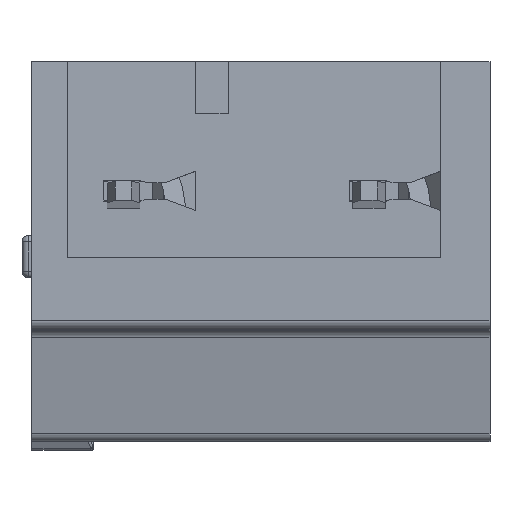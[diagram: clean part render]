
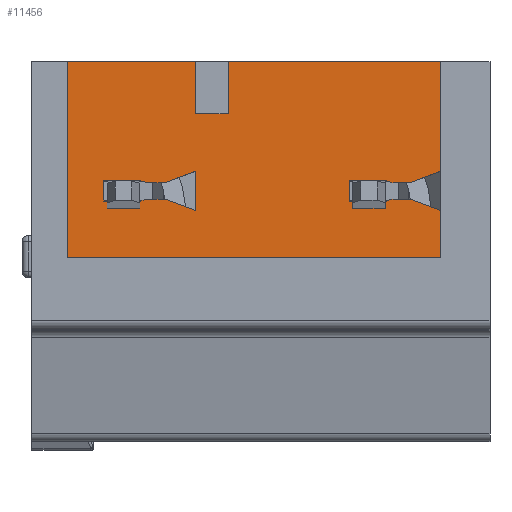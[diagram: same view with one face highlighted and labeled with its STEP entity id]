
A CAD part, top view. The second image highlights one B-rep face of the part: STEP entity #11456.
In plain terms, the highlighted planar face has unit normal (0, 0, 1).
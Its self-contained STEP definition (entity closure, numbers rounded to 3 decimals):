
#206=DIRECTION('',(0.,-1.,0.));
#207=VECTOR('',#206,1.6);
#208=CARTESIAN_POINT('',(-5.3,3.8,-0.3));
#209=LINE('',#208,#207);
#426=DIRECTION('',(0.,-1.,0.));
#427=VECTOR('',#426,1.2);
#428=CARTESIAN_POINT('',(-5.3,0.45,-0.3));
#429=LINE('',#428,#427);
#542=DIRECTION('',(1.,0.,0.));
#543=VECTOR('',#542,3.9);
#544=CARTESIAN_POINT('',(-9.2,3.8,-0.3));
#545=LINE('',#544,#543);
#546=DIRECTION('',(1.,0.,0.));
#547=VECTOR('',#546,1.);
#548=CARTESIAN_POINT('',(-5.3,2.2,-0.3));
#549=LINE('',#548,#547);
#550=DIRECTION('',(0.,1.,0.));
#551=VECTOR('',#550,1.6);
#552=CARTESIAN_POINT('',(-4.3,2.2,-0.3));
#553=LINE('',#552,#551);
#554=DIRECTION('',(1.,0.,0.));
#555=VECTOR('',#554,6.5);
#556=CARTESIAN_POINT('',(-4.3,3.8,-0.3));
#557=LINE('',#556,#555);
#558=DIRECTION('',(-0.936,-0.351,0.));
#559=VECTOR('',#558,0.983);
#560=CARTESIAN_POINT('',(2.2,0.45,-0.3));
#561=LINE('',#560,#559);
#562=DIRECTION('',(-1.,0.,0.));
#563=VECTOR('',#562,0.575);
#564=CARTESIAN_POINT('',(1.28,0.105,-0.3));
#565=LINE('',#564,#563);
#566=DIRECTION('',(-0.954,0.3,0.));
#567=VECTOR('',#566,0.183);
#568=CARTESIAN_POINT('',(0.705,0.105,-0.3));
#569=LINE('',#568,#567);
#570=DIRECTION('',(-1.,0.,0.));
#571=VECTOR('',#570,1.13);
#572=CARTESIAN_POINT('',(0.53,0.16,-0.3));
#573=LINE('',#572,#571);
#574=DIRECTION('',(0.,-1.,0.));
#575=VECTOR('',#574,0.62);
#576=CARTESIAN_POINT('',(-0.6,0.16,-0.3));
#577=LINE('',#576,#575);
#578=DIRECTION('',(1.,0.,0.));
#579=VECTOR('',#578,1.13);
#580=CARTESIAN_POINT('',(-0.6,-0.46,-0.3));
#581=LINE('',#580,#579);
#582=DIRECTION('',(0.954,0.3,0.));
#583=VECTOR('',#582,0.183);
#584=CARTESIAN_POINT('',(0.53,-0.46,-0.3));
#585=LINE('',#584,#583);
#586=DIRECTION('',(1.,0.,0.));
#587=VECTOR('',#586,0.575);
#588=CARTESIAN_POINT('',(0.705,-0.405,-0.3));
#589=LINE('',#588,#587);
#590=DIRECTION('',(0.936,-0.351,0.));
#591=VECTOR('',#590,0.983);
#592=CARTESIAN_POINT('',(1.28,-0.405,-0.3));
#593=LINE('',#592,#591);
#594=DIRECTION('',(-0.936,-0.351,0.));
#595=VECTOR('',#594,0.983);
#596=CARTESIAN_POINT('',(-5.3,0.45,-0.3));
#597=LINE('',#596,#595);
#598=DIRECTION('',(-1.,0.,0.));
#599=VECTOR('',#598,0.575);
#600=CARTESIAN_POINT('',(-6.22,0.105,-0.3));
#601=LINE('',#600,#599);
#602=DIRECTION('',(-0.954,0.3,0.));
#603=VECTOR('',#602,0.183);
#604=CARTESIAN_POINT('',(-6.795,0.105,-0.3));
#605=LINE('',#604,#603);
#606=DIRECTION('',(-1.,0.,0.));
#607=VECTOR('',#606,1.13);
#608=CARTESIAN_POINT('',(-6.97,0.16,-0.3));
#609=LINE('',#608,#607);
#610=DIRECTION('',(0.,-1.,0.));
#611=VECTOR('',#610,0.62);
#612=CARTESIAN_POINT('',(-8.1,0.16,-0.3));
#613=LINE('',#612,#611);
#614=DIRECTION('',(1.,0.,0.));
#615=VECTOR('',#614,1.13);
#616=CARTESIAN_POINT('',(-8.1,-0.46,-0.3));
#617=LINE('',#616,#615);
#618=DIRECTION('',(0.954,0.3,0.));
#619=VECTOR('',#618,0.183);
#620=CARTESIAN_POINT('',(-6.97,-0.46,-0.3));
#621=LINE('',#620,#619);
#622=DIRECTION('',(1.,0.,0.));
#623=VECTOR('',#622,0.575);
#624=CARTESIAN_POINT('',(-6.795,-0.405,-0.3));
#625=LINE('',#624,#623);
#626=DIRECTION('',(0.936,-0.351,0.));
#627=VECTOR('',#626,0.983);
#628=CARTESIAN_POINT('',(-6.22,-0.405,-0.3));
#629=LINE('',#628,#627);
#630=DIRECTION('',(1.,0.,0.));
#631=VECTOR('',#630,11.4);
#632=CARTESIAN_POINT('',(-9.2,-2.2,-0.3));
#633=LINE('',#632,#631);
#2906=DIRECTION('',(0.,1.,0.));
#2907=VECTOR('',#2906,3.35);
#2908=CARTESIAN_POINT('',(2.2,0.45,-0.3));
#2909=LINE('',#2908,#2907);
#2922=DIRECTION('',(0.,1.,0.));
#2923=VECTOR('',#2922,1.45);
#2924=CARTESIAN_POINT('',(2.2,-2.2,-0.3));
#2925=LINE('',#2924,#2923);
#8247=DIRECTION('',(0.,-1.,0.));
#8248=VECTOR('',#8247,6.);
#8249=CARTESIAN_POINT('',(-9.2,3.8,-0.3));
#8250=LINE('',#8249,#8248);
#8400=CARTESIAN_POINT('',(-4.3,2.2,-0.3));
#8401=CARTESIAN_POINT('',(-4.3,3.8,-0.3));
#8402=VERTEX_POINT('',#8400);
#8403=VERTEX_POINT('',#8401);
#8404=CARTESIAN_POINT('',(2.2,3.8,-0.3));
#8405=VERTEX_POINT('',#8404);
#8406=CARTESIAN_POINT('',(2.2,0.45,-0.3));
#8407=VERTEX_POINT('',#8406);
#8408=CARTESIAN_POINT('',(1.28,0.105,-0.3));
#8409=VERTEX_POINT('',#8408);
#8410=CARTESIAN_POINT('',(0.705,0.105,-0.3));
#8411=VERTEX_POINT('',#8410);
#8412=CARTESIAN_POINT('',(0.53,0.16,-0.3));
#8413=VERTEX_POINT('',#8412);
#8414=CARTESIAN_POINT('',(-0.6,0.16,-0.3));
#8415=VERTEX_POINT('',#8414);
#8416=CARTESIAN_POINT('',(-0.6,-0.46,-0.3));
#8417=VERTEX_POINT('',#8416);
#8418=CARTESIAN_POINT('',(0.53,-0.46,-0.3));
#8419=VERTEX_POINT('',#8418);
#8420=CARTESIAN_POINT('',(0.705,-0.405,-0.3));
#8421=VERTEX_POINT('',#8420);
#8422=CARTESIAN_POINT('',(1.28,-0.405,-0.3));
#8423=VERTEX_POINT('',#8422);
#8424=CARTESIAN_POINT('',(2.2,-0.75,-0.3));
#8425=VERTEX_POINT('',#8424);
#8426=CARTESIAN_POINT('',(2.2,-2.2,-0.3));
#8427=VERTEX_POINT('',#8426);
#9586=CARTESIAN_POINT('',(-9.2,3.8,-0.3));
#9587=CARTESIAN_POINT('',(-9.2,-2.2,-0.3));
#9588=VERTEX_POINT('',#9586);
#9589=VERTEX_POINT('',#9587);
#9590=CARTESIAN_POINT('',(-6.22,0.105,-0.3));
#9591=CARTESIAN_POINT('',(-6.795,0.105,-0.3));
#9592=VERTEX_POINT('',#9590);
#9593=VERTEX_POINT('',#9591);
#9594=CARTESIAN_POINT('',(-6.97,0.16,-0.3));
#9595=VERTEX_POINT('',#9594);
#9596=CARTESIAN_POINT('',(-8.1,0.16,-0.3));
#9597=VERTEX_POINT('',#9596);
#9598=CARTESIAN_POINT('',(-8.1,-0.46,-0.3));
#9599=VERTEX_POINT('',#9598);
#9600=CARTESIAN_POINT('',(-6.97,-0.46,-0.3));
#9601=VERTEX_POINT('',#9600);
#9602=CARTESIAN_POINT('',(-6.795,-0.405,-0.3));
#9603=VERTEX_POINT('',#9602);
#9604=CARTESIAN_POINT('',(-6.22,-0.405,-0.3));
#9605=VERTEX_POINT('',#9604);
#10610=CARTESIAN_POINT('',(-5.3,3.8,-0.3));
#10611=CARTESIAN_POINT('',(-5.3,2.2,-0.3));
#10612=VERTEX_POINT('',#10610);
#10613=VERTEX_POINT('',#10611);
#10665=CARTESIAN_POINT('',(-5.3,-0.75,-0.3));
#10667=VERTEX_POINT('',#10665);
#10670=CARTESIAN_POINT('',(-5.3,0.45,-0.3));
#10672=VERTEX_POINT('',#10670);
#11395=CARTESIAN_POINT('',(-1.55,0.8,-0.3));
#11396=DIRECTION('',(0.,0.,1.));
#11397=DIRECTION('',(0.,-1.,0.));
#11398=AXIS2_PLACEMENT_3D('',#11395,#11396,#11397);
#11399=PLANE('',#11398);
#11401=ORIENTED_EDGE('',*,*,#11400,.F.);
#11403=ORIENTED_EDGE('',*,*,#11402,.F.);
#11404=ORIENTED_EDGE('',*,*,#11365,.T.);
#11405=ORIENTED_EDGE('',*,*,#11097,.T.);
#11407=ORIENTED_EDGE('',*,*,#11406,.T.);
#11409=ORIENTED_EDGE('',*,*,#11408,.T.);
#11410=ORIENTED_EDGE('',*,*,#11386,.T.);
#11412=ORIENTED_EDGE('',*,*,#11411,.F.);
#11414=ORIENTED_EDGE('',*,*,#11413,.T.);
#11416=ORIENTED_EDGE('',*,*,#11415,.T.);
#11418=ORIENTED_EDGE('',*,*,#11417,.T.);
#11420=ORIENTED_EDGE('',*,*,#11419,.T.);
#11422=ORIENTED_EDGE('',*,*,#11421,.T.);
#11424=ORIENTED_EDGE('',*,*,#11423,.T.);
#11426=ORIENTED_EDGE('',*,*,#11425,.T.);
#11428=ORIENTED_EDGE('',*,*,#11427,.T.);
#11430=ORIENTED_EDGE('',*,*,#11429,.T.);
#11432=ORIENTED_EDGE('',*,*,#11431,.F.);
#11433=EDGE_LOOP('',(#11401,#11403,#11404,#11405,#11407,#11409,#11410,#11412,
#11414,#11416,#11418,#11420,#11422,#11424,#11426,#11428,#11430,#11432));
#11434=FACE_OUTER_BOUND('',#11433,.F.);
#11435=ORIENTED_EDGE('',*,*,#11277,.F.);
#11437=ORIENTED_EDGE('',*,*,#11436,.T.);
#11439=ORIENTED_EDGE('',*,*,#11438,.T.);
#11441=ORIENTED_EDGE('',*,*,#11440,.T.);
#11443=ORIENTED_EDGE('',*,*,#11442,.T.);
#11445=ORIENTED_EDGE('',*,*,#11444,.T.);
#11447=ORIENTED_EDGE('',*,*,#11446,.T.);
#11449=ORIENTED_EDGE('',*,*,#11448,.T.);
#11451=ORIENTED_EDGE('',*,*,#11450,.T.);
#11453=ORIENTED_EDGE('',*,*,#11452,.T.);
#11454=EDGE_LOOP('',(#11435,#11437,#11439,#11441,#11443,#11445,#11447,#11449,
#11451,#11453));
#11455=FACE_BOUND('',#11454,.F.);
#11097=EDGE_CURVE('',#10612,#10613,#209,.T.);
#11277=EDGE_CURVE('',#10672,#10667,#429,.T.);
#11365=EDGE_CURVE('',#9588,#10612,#545,.T.);
#11386=EDGE_CURVE('',#8403,#8405,#557,.T.);
#11400=EDGE_CURVE('',#9589,#8427,#633,.T.);
#11402=EDGE_CURVE('',#9588,#9589,#8250,.T.);
#11406=EDGE_CURVE('',#10613,#8402,#549,.T.);
#11408=EDGE_CURVE('',#8402,#8403,#553,.T.);
#11411=EDGE_CURVE('',#8407,#8405,#2909,.T.);
#11413=EDGE_CURVE('',#8407,#8409,#561,.T.);
#11415=EDGE_CURVE('',#8409,#8411,#565,.T.);
#11417=EDGE_CURVE('',#8411,#8413,#569,.T.);
#11419=EDGE_CURVE('',#8413,#8415,#573,.T.);
#11421=EDGE_CURVE('',#8415,#8417,#577,.T.);
#11423=EDGE_CURVE('',#8417,#8419,#581,.T.);
#11425=EDGE_CURVE('',#8419,#8421,#585,.T.);
#11427=EDGE_CURVE('',#8421,#8423,#589,.T.);
#11429=EDGE_CURVE('',#8423,#8425,#593,.T.);
#11431=EDGE_CURVE('',#8427,#8425,#2925,.T.);
#11436=EDGE_CURVE('',#10672,#9592,#597,.T.);
#11438=EDGE_CURVE('',#9592,#9593,#601,.T.);
#11440=EDGE_CURVE('',#9593,#9595,#605,.T.);
#11442=EDGE_CURVE('',#9595,#9597,#609,.T.);
#11444=EDGE_CURVE('',#9597,#9599,#613,.T.);
#11446=EDGE_CURVE('',#9599,#9601,#617,.T.);
#11448=EDGE_CURVE('',#9601,#9603,#621,.T.);
#11450=EDGE_CURVE('',#9603,#9605,#625,.T.);
#11452=EDGE_CURVE('',#9605,#10667,#629,.T.);
#11456=ADVANCED_FACE('',(#11434,#11455),#11399,.T.);
